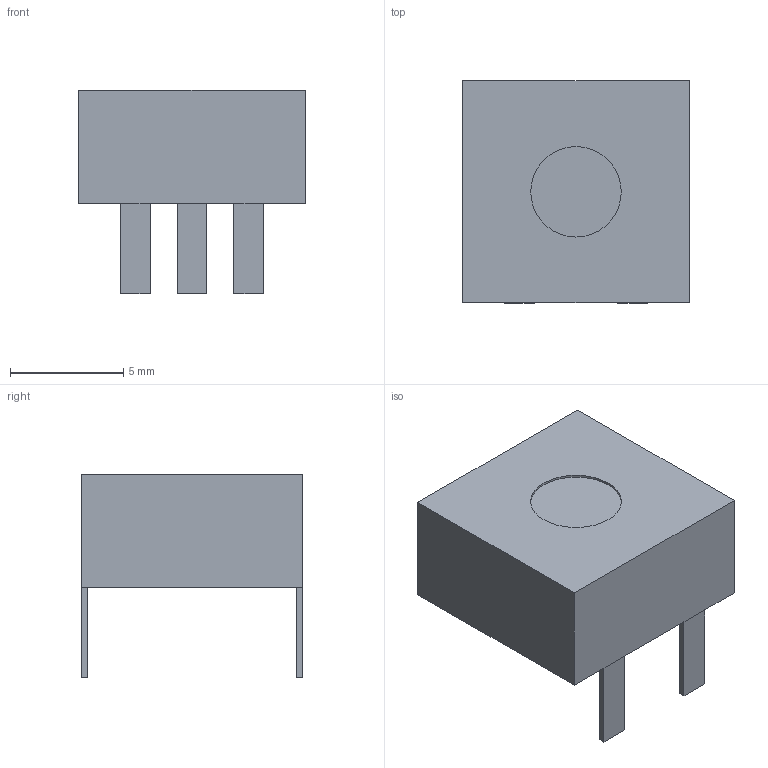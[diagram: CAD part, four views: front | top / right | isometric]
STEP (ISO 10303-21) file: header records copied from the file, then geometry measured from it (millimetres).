
FILE_DESCRIPTION(('FreeCAD Model'),'2;1');
FILE_NAME('ACP470.step', '2020-11-08T14:26:18',('kicad StepUp'),('ksu MCAD'), 'Open CASCADE STEP processor 7.4','FreeCAD','Unknown');
FILE_SCHEMA(('AUTOMOTIVE_DESIGN { 1 0 10303 214 1 1 1 1 }'));
Length unit declared in the file: millimetre
Products named in the file (1): ACP470
Bounding box: 10 x 9.8 x 9 mm (x, y, z)
Volume: 493.4 mm3; surface area: 433.7 mm2
Topology: 1 solids, 1 shells, 23 faces, 54 edges, 34 vertices
Faces by surface type: plane 22, cylinder 1
Full cylindrical faces by diameter (mm): 4 x1
Entity records: 664 total; most frequent: CARTESIAN_POINT 112, ORIENTED_EDGE 108, DIRECTION 104, EDGE_CURVE 54, LINE 52, VECTOR 52, VERTEX_POINT 34, AXIS2_PLACEMENT_3D 26
